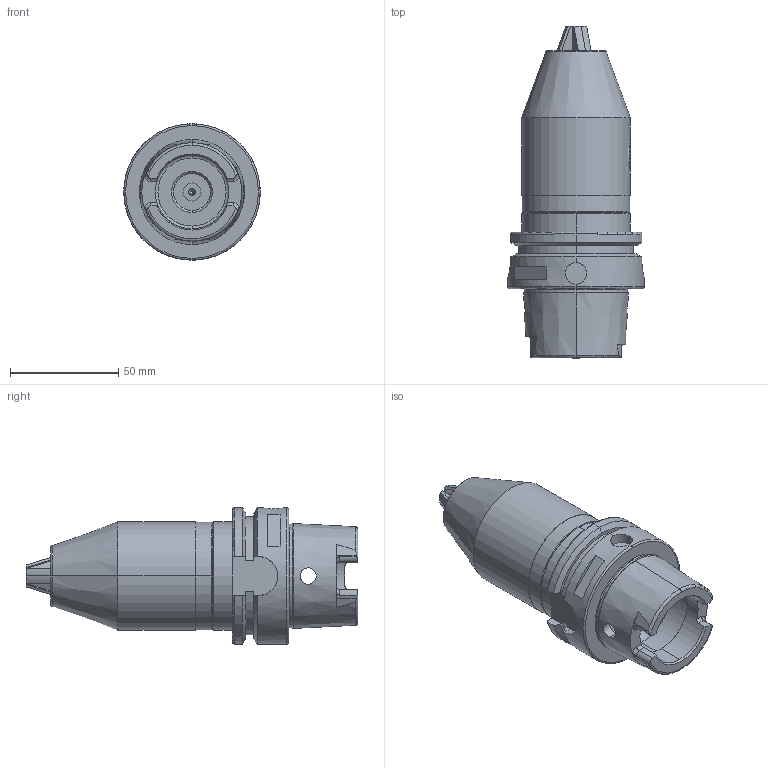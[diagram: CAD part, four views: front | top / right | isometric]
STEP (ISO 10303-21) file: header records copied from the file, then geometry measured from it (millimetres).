
FILE_DESCRIPTION (( 'STEP AP203' ), '1' );
FILE_NAME ('A63.15.16-HK22106.STEP', '2017-04-10T10:55:55', ( '' ), ( '' ), 'SwSTEP 2.0', 'SolidWorks 2013', '' );
FILE_SCHEMA (( 'CONFIG_CONTROL_DESIGN' ));
Length unit declared in the file: millimetre
Products named in the file (13): 1331402-05B; 1331402-06F; 1331402-08B; 1332401-103A; HK22104-01D; SB01-8001; 1331503-01F; KR02-9096; 1331502-0200E; 1331503C--; 1331503-03B; A63.15.16-HK22106; 1331402-04D
Assembly tree (13 placements, depth 3):
  KR02-9096
  A63.15.16-HK22106
    HK22104-01D
    1331503C--
      1331503-01F
      1331502-0200E
      1331503-03B
      1331402-04D
      1331402-05B
      1331402-06F
      1331402-08B
      1332401-103A  x3
      SB01-8001
Bounding box: 63 x 153.34 x 63 mm (x, y, z)
Volume: 198424.6 mm3; surface area: 78201.9 mm2
Topology: 12 solids, 12 shells, 985 faces, 2646 edges, 1684 vertices
Faces by surface type: cylinder 376, plane 289, cone 231, torus 77, bspline 12
Entity records: 36883 total; most frequent: CARTESIAN_POINT 13509, ORIENTED_EDGE 5016, DIRECTION 4185, EDGE_CURVE 2508, AXIS2_PLACEMENT_3D 1684, VERTEX_POINT 1610, EDGE_LOOP 1000, ADVANCED_FACE 939
